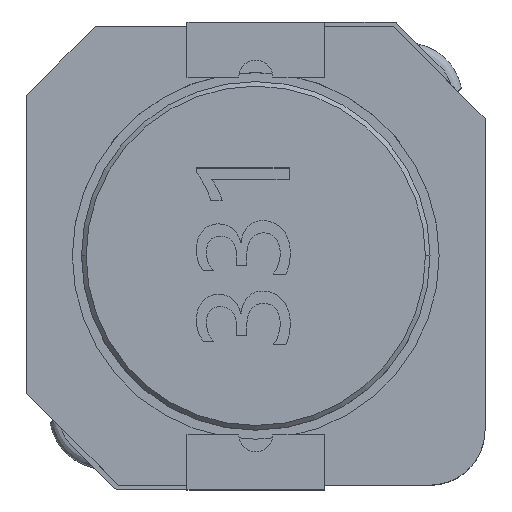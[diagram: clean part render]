
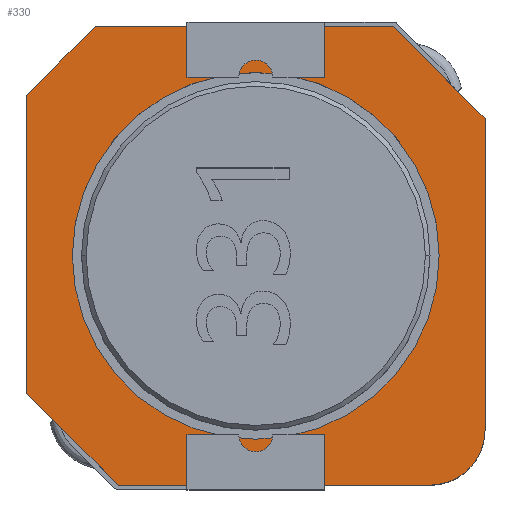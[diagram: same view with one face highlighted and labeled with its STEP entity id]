
A CAD part, top view. The second image highlights one B-rep face of the part: STEP entity #330.
In plain terms, the highlighted planar face has unit normal (0, 0, 1).
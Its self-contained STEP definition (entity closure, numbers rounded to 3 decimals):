
#330 = ADVANCED_FACE ( 'NONE', ( #11768, #14954 ), #16568, .T. ) ;
#488 = DIRECTION ( 'NONE',  ( 0., 1., 0. ) ) ;
#635 = EDGE_CURVE ( 'NONE', #6571, #4347, #10285, .T. ) ;
#701 = CARTESIAN_POINT ( 'NONE',  ( 4., 4., 3.1 ) ) ;
#1098 = CARTESIAN_POINT ( 'NONE',  ( 3.8, -3.8, 3.1 ) ) ;
#1134 = CARTESIAN_POINT ( 'NONE',  ( 5., 3., 3.1 ) ) ;
#2608 = ORIENTED_EDGE ( 'NONE', *, *, #9953, .T. ) ;
#2825 = CIRCLE ( 'NONE', #16638, 4. ) ;
#2934 = LINE ( 'NONE', #15074, #22398 ) ;
#3018 = EDGE_CURVE ( 'NONE', #4347, #9743, #7796, .T. ) ;
#3128 = AXIS2_PLACEMENT_3D ( 'NONE', #1098, #22047, #9751 ) ;
#3464 = EDGE_CURVE ( 'NONE', #7003, #14572, #9166, .T. ) ;
#3600 = DIRECTION ( 'NONE',  ( 1., 0., 0. ) ) ;
#4305 = DIRECTION ( 'NONE',  ( 1., 0., 0. ) ) ;
#4347 = VERTEX_POINT ( 'NONE', #7672 ) ;
#5340 = ORIENTED_EDGE ( 'NONE', *, *, #18301, .F. ) ;
#5832 = DIRECTION ( 'NONE',  ( 0., 0., 1. ) ) ;
#6571 = VERTEX_POINT ( 'NONE', #14113 ) ;
#6695 = EDGE_CURVE ( 'NONE', #9743, #7003, #18744, .T. ) ;
#6698 = EDGE_CURVE ( 'NONE', #14614, #6571, #2934, .T. ) ;
#6731 = ORIENTED_EDGE ( 'NONE', *, *, #9381, .T. ) ;
#6929 = ORIENTED_EDGE ( 'NONE', *, *, #18975, .F. ) ;
#7003 = VERTEX_POINT ( 'NONE', #15168 ) ;
#7185 = CARTESIAN_POINT ( 'NONE',  ( 5., 5., 3.1 ) ) ;
#7287 = DIRECTION ( 'NONE',  ( 1., 0., 0. ) ) ;
#7349 = CARTESIAN_POINT ( 'NONE',  ( -5., 5., 3.1 ) ) ;
#7386 = ORIENTED_EDGE ( 'NONE', *, *, #3018, .T. ) ;
#7635 = DIRECTION ( 'NONE',  ( -0.707, 0.707, 0. ) ) ;
#7672 = CARTESIAN_POINT ( 'NONE',  ( -3., -5., 3.1 ) ) ;
#7796 = LINE ( 'NONE', #12603, #14072 ) ;
#8619 = CARTESIAN_POINT ( 'NONE',  ( 4., 0., 3.1 ) ) ;
#8832 = DIRECTION ( 'NONE',  ( 0., 0., 1. ) ) ;
#9166 = LINE ( 'NONE', #7185, #21716 ) ;
#9381 = EDGE_CURVE ( 'NONE', #12096, #14614, #9716, .T. ) ;
#9549 = DIRECTION ( 'NONE',  ( 0., -1., 0. ) ) ;
#9716 = LINE ( 'NONE', #13138, #14312 ) ;
#9743 = VERTEX_POINT ( 'NONE', #20122 ) ;
#9751 = DIRECTION ( 'NONE',  ( 1., 0., 0. ) ) ;
#9953 = EDGE_CURVE ( 'NONE', #11858, #12096, #15903, .T. ) ;
#10247 = ORIENTED_EDGE ( 'NONE', *, *, #6698, .T. ) ;
#10285 = LINE ( 'NONE', #13834, #17700 ) ;
#10533 = CARTESIAN_POINT ( 'NONE',  ( 0., 0., 3.1 ) ) ;
#10590 = ORIENTED_EDGE ( 'NONE', *, *, #21088, .T. ) ;
#11394 = CARTESIAN_POINT ( 'NONE',  ( -5., 3.5, 3.1 ) ) ;
#11768 = FACE_BOUND ( 'NONE', #15407, .T. ) ;
#11858 = VERTEX_POINT ( 'NONE', #22429 ) ;
#12096 = VERTEX_POINT ( 'NONE', #20454 ) ;
#12603 = CARTESIAN_POINT ( 'NONE',  ( -5., -5., 3.1 ) ) ;
#12670 = CIRCLE ( 'NONE', #15198, 4. ) ;
#12968 = ORIENTED_EDGE ( 'NONE', *, *, #3464, .T. ) ;
#13138 = CARTESIAN_POINT ( 'NONE',  ( -4.25, 4.25, 3.1 ) ) ;
#13834 = CARTESIAN_POINT ( 'NONE',  ( -4., -4., 3.1 ) ) ;
#14072 = VECTOR ( 'NONE', #4305, 1000. ) ;
#14113 = CARTESIAN_POINT ( 'NONE',  ( -5., -3., 3.1 ) ) ;
#14312 = VECTOR ( 'NONE', #15287, 1000. ) ;
#14485 = CARTESIAN_POINT ( 'NONE',  ( 0., 0., 3.1 ) ) ;
#14572 = VERTEX_POINT ( 'NONE', #1134 ) ;
#14614 = VERTEX_POINT ( 'NONE', #11394 ) ;
#14954 = FACE_OUTER_BOUND ( 'NONE', #20488, .T. ) ;
#15040 = AXIS2_PLACEMENT_3D ( 'NONE', #10533, #8832, #3600 ) ;
#15074 = CARTESIAN_POINT ( 'NONE',  ( -5., 5., 3.1 ) ) ;
#15168 = CARTESIAN_POINT ( 'NONE',  ( 5., -3.8, 3.1 ) ) ;
#15198 = AXIS2_PLACEMENT_3D ( 'NONE', #21469, #19871, #18161 ) ;
#15287 = DIRECTION ( 'NONE',  ( -0.707, -0.707, 0. ) ) ;
#15296 = VECTOR ( 'NONE', #7635, 1000. ) ;
#15407 = EDGE_LOOP ( 'NONE', ( #6929, #5340 ) ) ;
#15903 = LINE ( 'NONE', #7349, #17244 ) ;
#16568 = PLANE ( 'NONE',  #15040 ) ;
#16638 = AXIS2_PLACEMENT_3D ( 'NONE', #14485, #5832, #7287 ) ;
#16742 = CARTESIAN_POINT ( 'NONE',  ( -4., 0., 3.1 ) ) ;
#16934 = VERTEX_POINT ( 'NONE', #8619 ) ;
#17244 = VECTOR ( 'NONE', #21153, 1000. ) ;
#17534 = ORIENTED_EDGE ( 'NONE', *, *, #635, .T. ) ;
#17700 = VECTOR ( 'NONE', #19051, 1000. ) ;
#18161 = DIRECTION ( 'NONE',  ( 1., 0., 0. ) ) ;
#18295 = ORIENTED_EDGE ( 'NONE', *, *, #6695, .T. ) ;
#18301 = EDGE_CURVE ( 'NONE', #21196, #16934, #2825, .T. ) ;
#18744 = CIRCLE ( 'NONE', #3128, 1.2 ) ;
#18975 = EDGE_CURVE ( 'NONE', #16934, #21196, #12670, .T. ) ;
#19051 = DIRECTION ( 'NONE',  ( 0.707, -0.707, 0. ) ) ;
#19871 = DIRECTION ( 'NONE',  ( 0., 0., 1. ) ) ;
#20122 = CARTESIAN_POINT ( 'NONE',  ( 3.8, -5., 3.1 ) ) ;
#20454 = CARTESIAN_POINT ( 'NONE',  ( -3.5, 5., 3.1 ) ) ;
#20488 = EDGE_LOOP ( 'NONE', ( #7386, #18295, #12968, #10590, #2608, #6731, #10247, #17534 ) ) ;
#21088 = EDGE_CURVE ( 'NONE', #14572, #11858, #21436, .T. ) ;
#21153 = DIRECTION ( 'NONE',  ( -1., 0., 0. ) ) ;
#21196 = VERTEX_POINT ( 'NONE', #16742 ) ;
#21436 = LINE ( 'NONE', #701, #15296 ) ;
#21469 = CARTESIAN_POINT ( 'NONE',  ( 0., 0., 3.1 ) ) ;
#21716 = VECTOR ( 'NONE', #488, 1000. ) ;
#22047 = DIRECTION ( 'NONE',  ( 0., 0., 1. ) ) ;
#22398 = VECTOR ( 'NONE', #9549, 1000. ) ;
#22429 = CARTESIAN_POINT ( 'NONE',  ( 3., 5., 3.1 ) ) ;
